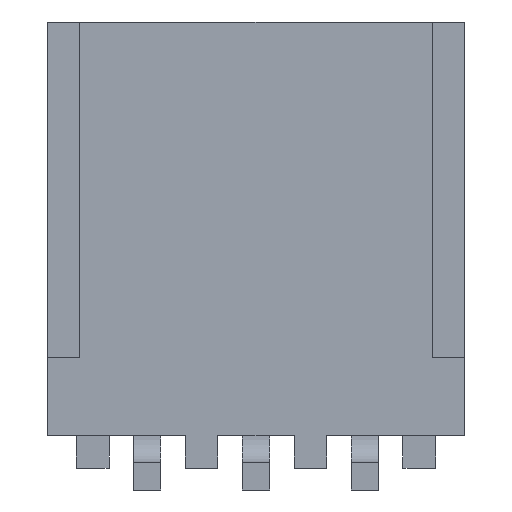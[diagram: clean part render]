
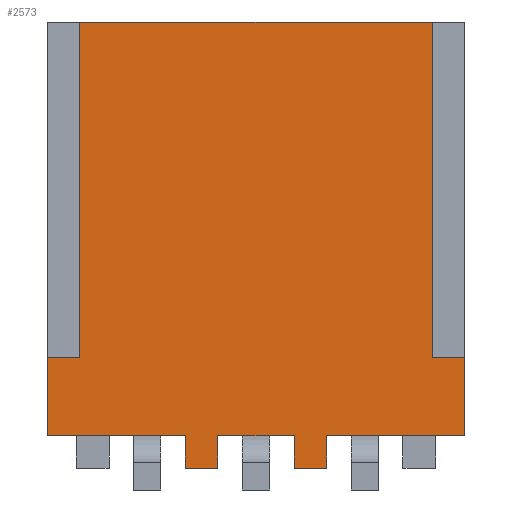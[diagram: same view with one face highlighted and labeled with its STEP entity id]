
A CAD part, front view. The second image highlights one B-rep face of the part: STEP entity #2573.
In plain terms, the highlighted planar face has unit normal (0, -1, 0).
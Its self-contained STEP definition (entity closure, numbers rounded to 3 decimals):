
#134=DIRECTION('',(0.,0.,-1.));
#135=VECTOR('',#134,1.829);
#136=CARTESIAN_POINT('',(-4.877,-3.594,-7.823));
#137=LINE('',#136,#135);
#560=DIRECTION('',(1.,0.,0.));
#561=VECTOR('',#560,3.226);
#562=CARTESIAN_POINT('',(-4.877,-3.594,-9.652));
#563=LINE('',#562,#561);
#576=DIRECTION('',(1.,0.,0.));
#577=VECTOR('',#576,1.778);
#578=CARTESIAN_POINT('',(-0.889,-3.594,-9.652));
#579=LINE('',#578,#577);
#592=DIRECTION('',(1.,0.,0.));
#593=VECTOR('',#592,3.226);
#594=CARTESIAN_POINT('',(1.651,-3.594,-9.652));
#595=LINE('',#594,#593);
#700=DIRECTION('',(-1.,0.,0.));
#701=VECTOR('',#700,0.762);
#702=CARTESIAN_POINT('',(-0.889,-3.594,-10.414));
#703=LINE('',#702,#701);
#720=DIRECTION('',(0.,0.,-1.));
#721=VECTOR('',#720,0.762);
#722=CARTESIAN_POINT('',(-1.651,-3.594,-9.652));
#723=LINE('',#722,#721);
#724=DIRECTION('',(0.,0.,-1.));
#725=VECTOR('',#724,0.762);
#726=CARTESIAN_POINT('',(-0.889,-3.594,-9.652));
#727=LINE('',#726,#725);
#728=DIRECTION('',(1.,0.,0.));
#729=VECTOR('',#728,0.762);
#730=CARTESIAN_POINT('',(-4.877,-3.594,-7.823));
#731=LINE('',#730,#729);
#732=DIRECTION('',(0.,0.,-1.));
#733=VECTOR('',#732,7.823);
#734=CARTESIAN_POINT('',(-4.115,-3.594,0.));
#735=LINE('',#734,#733);
#736=DIRECTION('',(1.,0.,0.));
#737=VECTOR('',#736,8.23);
#738=CARTESIAN_POINT('',(-4.115,-3.594,0.));
#739=LINE('',#738,#737);
#740=DIRECTION('',(0.,0.,-1.));
#741=VECTOR('',#740,7.823);
#742=CARTESIAN_POINT('',(4.115,-3.594,0.));
#743=LINE('',#742,#741);
#744=DIRECTION('',(1.,0.,0.));
#745=VECTOR('',#744,0.762);
#746=CARTESIAN_POINT('',(4.115,-3.594,-7.823));
#747=LINE('',#746,#745);
#748=DIRECTION('',(0.,0.,-1.));
#749=VECTOR('',#748,0.762);
#750=CARTESIAN_POINT('',(1.651,-3.594,-9.652));
#751=LINE('',#750,#749);
#764=DIRECTION('',(0.,0.,-1.));
#765=VECTOR('',#764,1.829);
#766=CARTESIAN_POINT('',(4.877,-3.594,-7.823));
#767=LINE('',#766,#765);
#1062=DIRECTION('',(0.,0.,-1.));
#1063=VECTOR('',#1062,0.762);
#1064=CARTESIAN_POINT('',(0.889,-3.594,-9.652));
#1065=LINE('',#1064,#1063);
#1094=DIRECTION('',(-1.,0.,0.));
#1095=VECTOR('',#1094,0.762);
#1096=CARTESIAN_POINT('',(1.651,-3.594,-10.414));
#1097=LINE('',#1096,#1095);
#1446=CARTESIAN_POINT('',(-4.877,-3.594,-9.652));
#1448=VERTEX_POINT('',#1446);
#1450=CARTESIAN_POINT('',(4.877,-3.594,-9.652));
#1452=VERTEX_POINT('',#1450);
#1484=CARTESIAN_POINT('',(-4.877,-3.594,-7.823));
#1485=VERTEX_POINT('',#1484);
#1488=CARTESIAN_POINT('',(4.877,-3.594,-7.823));
#1489=VERTEX_POINT('',#1488);
#1492=CARTESIAN_POINT('',(-4.115,-3.594,0.));
#1493=CARTESIAN_POINT('',(4.115,-3.594,0.));
#1494=VERTEX_POINT('',#1492);
#1495=VERTEX_POINT('',#1493);
#1575=CARTESIAN_POINT('',(1.651,-3.594,-10.414));
#1577=VERTEX_POINT('',#1575);
#1578=CARTESIAN_POINT('',(0.889,-3.594,-10.414));
#1579=VERTEX_POINT('',#1578);
#1590=CARTESIAN_POINT('',(1.651,-3.594,-9.652));
#1592=VERTEX_POINT('',#1590);
#1594=CARTESIAN_POINT('',(0.889,-3.594,-9.652));
#1596=VERTEX_POINT('',#1594);
#1648=CARTESIAN_POINT('',(-4.115,-3.594,-7.823));
#1649=VERTEX_POINT('',#1648);
#1650=CARTESIAN_POINT('',(4.115,-3.594,-7.823));
#1651=VERTEX_POINT('',#1650);
#1719=CARTESIAN_POINT('',(-0.889,-3.594,-10.414));
#1721=VERTEX_POINT('',#1719);
#1722=CARTESIAN_POINT('',(-1.651,-3.594,-10.414));
#1723=VERTEX_POINT('',#1722);
#1734=CARTESIAN_POINT('',(-0.889,-3.594,-9.652));
#1736=VERTEX_POINT('',#1734);
#1738=CARTESIAN_POINT('',(-1.651,-3.594,-9.652));
#1740=VERTEX_POINT('',#1738);
#2544=CARTESIAN_POINT('',(-4.877,-3.594,0.));
#2545=DIRECTION('',(0.,-1.,0.));
#2546=DIRECTION('',(0.,0.,-1.));
#2547=AXIS2_PLACEMENT_3D('',#2544,#2545,#2546);
#2548=PLANE('',#2547);
#2549=ORIENTED_EDGE('',*,*,#2375,.F.);
#2550=ORIENTED_EDGE('',*,*,#2513,.T.);
#2551=ORIENTED_EDGE('',*,*,#2474,.T.);
#2552=ORIENTED_EDGE('',*,*,#2537,.F.);
#2553=ORIENTED_EDGE('',*,*,#2367,.F.);
#2554=ORIENTED_EDGE('',*,*,#1885,.F.);
#2555=ORIENTED_EDGE('',*,*,#2269,.T.);
#2557=ORIENTED_EDGE('',*,*,#2556,.F.);
#2558=ORIENTED_EDGE('',*,*,#1915,.T.);
#2560=ORIENTED_EDGE('',*,*,#2559,.T.);
#2561=ORIENTED_EDGE('',*,*,#2285,.T.);
#2563=ORIENTED_EDGE('',*,*,#2562,.T.);
#2564=ORIENTED_EDGE('',*,*,#2383,.F.);
#2566=ORIENTED_EDGE('',*,*,#2565,.T.);
#2568=ORIENTED_EDGE('',*,*,#2567,.T.);
#2570=ORIENTED_EDGE('',*,*,#2569,.F.);
#2571=EDGE_LOOP('',(#2549,#2550,#2551,#2552,#2553,#2554,#2555,#2557,#2558,#2560,
#2561,#2563,#2564,#2566,#2568,#2570));
#2572=FACE_OUTER_BOUND('',#2571,.F.);
#1885=EDGE_CURVE('',#1485,#1448,#137,.T.);
#1915=EDGE_CURVE('',#1494,#1495,#739,.T.);
#2269=EDGE_CURVE('',#1485,#1649,#731,.T.);
#2285=EDGE_CURVE('',#1651,#1489,#747,.T.);
#2367=EDGE_CURVE('',#1448,#1740,#563,.T.);
#2375=EDGE_CURVE('',#1736,#1596,#579,.T.);
#2383=EDGE_CURVE('',#1592,#1452,#595,.T.);
#2474=EDGE_CURVE('',#1721,#1723,#703,.T.);
#2513=EDGE_CURVE('',#1736,#1721,#727,.T.);
#2537=EDGE_CURVE('',#1740,#1723,#723,.T.);
#2556=EDGE_CURVE('',#1494,#1649,#735,.T.);
#2559=EDGE_CURVE('',#1495,#1651,#743,.T.);
#2562=EDGE_CURVE('',#1489,#1452,#767,.T.);
#2565=EDGE_CURVE('',#1592,#1577,#751,.T.);
#2567=EDGE_CURVE('',#1577,#1579,#1097,.T.);
#2569=EDGE_CURVE('',#1596,#1579,#1065,.T.);
#2573=ADVANCED_FACE('',(#2572),#2548,.T.);
